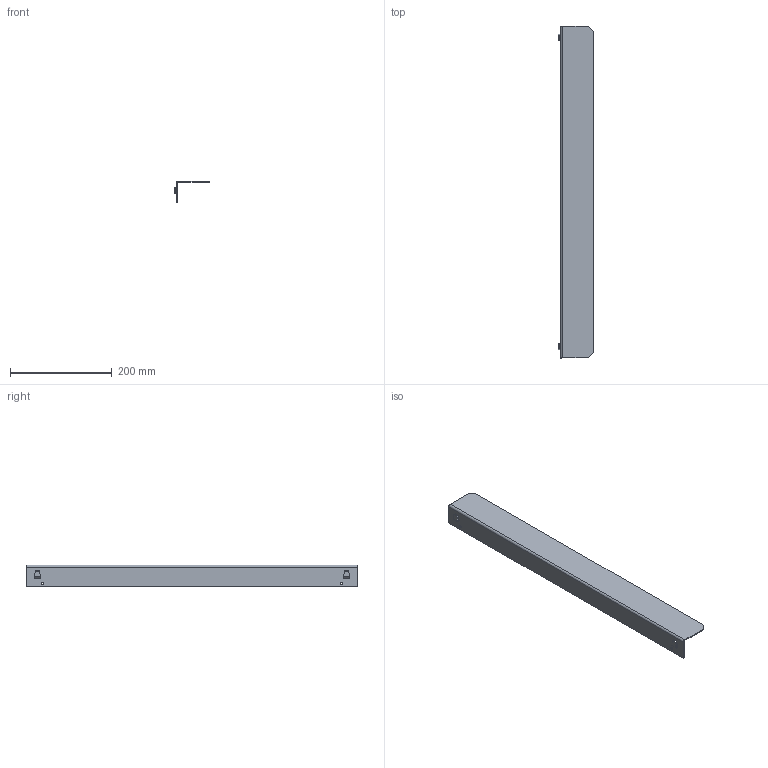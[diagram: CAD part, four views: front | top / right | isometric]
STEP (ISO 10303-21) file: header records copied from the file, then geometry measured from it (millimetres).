
FILE_DESCRIPTION((''),'2;1');
FILE_NAME('DOLETE09_letev_vodilna_654_609.stp','2020-03-28T19:23:19',('SUPER'),(''),'Autodesk Inventor 2010','Autodesk Inventor 2010','');
FILE_SCHEMA(('AUTOMOTIVE_DESIGN { 1 0 10303 214 1 1 1 1 }'));
Length unit declared in the file: millimetre
Products named in the file (1): DOLETE09_letev_vodilna_654_609
Bounding box: 69 x 654 x 43 mm (x, y, z)
Volume: 136822.1 mm3; surface area: 140163.9 mm2
Topology: 1 solids, 1 shells, 46 faces, 116 edges, 72 vertices
Faces by surface type: plane 22, bspline 13, cylinder 11
Full cylindrical faces by diameter (mm): 5 x1
Entity records: 1401 total; most frequent: CARTESIAN_POINT 286, ORIENTED_EDGE 228, DIRECTION 206, EDGE_CURVE 114, VECTOR 90, LINE 90, VERTEX_POINT 72, AXIS2_PLACEMENT_3D 58
